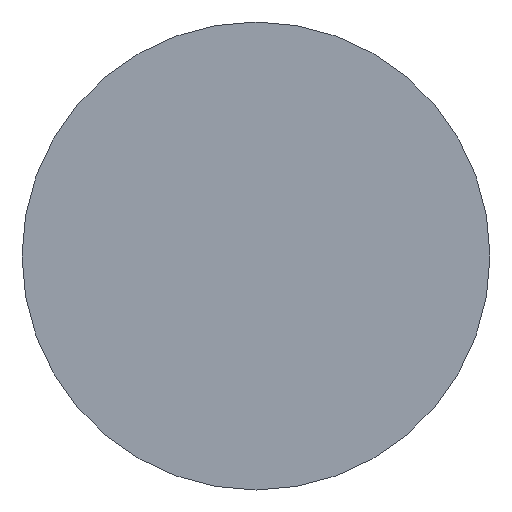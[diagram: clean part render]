
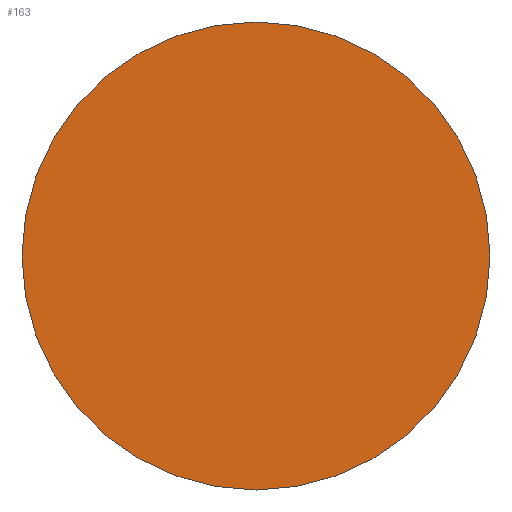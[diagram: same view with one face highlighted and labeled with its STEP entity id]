
A CAD part, left-side view. The second image highlights one B-rep face of the part: STEP entity #163.
In plain terms, the highlighted planar face has unit normal (-1, 0, 0).
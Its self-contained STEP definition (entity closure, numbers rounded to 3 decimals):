
#14 = VERTEX_POINT ( 'NONE', #142 ) ;
#20 = VERTEX_POINT ( 'NONE', #24 ) ;
#24 = CARTESIAN_POINT ( 'NONE',  ( 491.758, 116.237, -25. ) ) ;
#26 = DIRECTION ( 'NONE',  ( -1., 0., 0. ) ) ;
#29 = CIRCLE ( 'NONE', #89, 25. ) ;
#35 = EDGE_CURVE ( 'NONE', #14, #20, #70, .T. ) ;
#39 = DIRECTION ( 'NONE',  ( -1., 0., 0. ) ) ;
#41 = AXIS2_PLACEMENT_3D ( 'NONE', #127, #39, #139 ) ;
#43 = DIRECTION ( 'NONE',  ( 0., 0., -1. ) ) ;
#57 = CARTESIAN_POINT ( 'NONE',  ( 491.758, 116.237, 0. ) ) ;
#60 = CARTESIAN_POINT ( 'NONE',  ( 491.758, 116.237, 0. ) ) ;
#70 = CIRCLE ( 'NONE', #41, 25. ) ;
#89 = AXIS2_PLACEMENT_3D ( 'NONE', #60, #26, #183 ) ;
#96 = EDGE_CURVE ( 'NONE', #20, #14, #29, .T. ) ;
#103 = ORIENTED_EDGE ( 'NONE', *, *, #35, .T. ) ;
#113 = DIRECTION ( 'NONE',  ( 1., 0., 0. ) ) ;
#114 = PLANE ( 'NONE',  #120 ) ;
#120 = AXIS2_PLACEMENT_3D ( 'NONE', #57, #113, #43 ) ;
#127 = CARTESIAN_POINT ( 'NONE',  ( 491.758, 116.237, 0. ) ) ;
#139 = DIRECTION ( 'NONE',  ( 0., 0., 1. ) ) ;
#142 = CARTESIAN_POINT ( 'NONE',  ( 491.758, 116.237, 25. ) ) ;
#163 = ADVANCED_FACE ( 'NONE', ( #176 ), #114, .F. ) ;
#165 = EDGE_LOOP ( 'NONE', ( #103, #168 ) ) ;
#168 = ORIENTED_EDGE ( 'NONE', *, *, #96, .T. ) ;
#176 = FACE_OUTER_BOUND ( 'NONE', #165, .T. ) ;
#183 = DIRECTION ( 'NONE',  ( 0., 0., 1. ) ) ;
